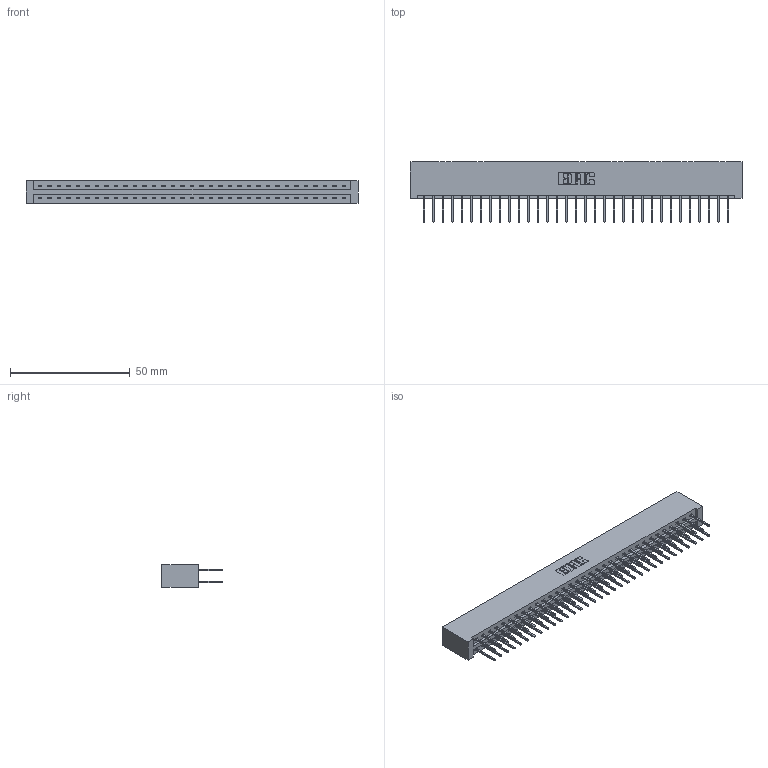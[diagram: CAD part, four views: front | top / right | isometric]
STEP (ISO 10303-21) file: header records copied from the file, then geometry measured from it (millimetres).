
FILE_DESCRIPTION (( 'STEP AP203' ), '1' );
FILE_NAME ('387-066-523-201.STEP', '2018-09-21T09:21:26', ( '' ), ( '' ), 'SwSTEP 2.0', 'SolidWorks 2016', '' );
FILE_SCHEMA (( 'CONFIG_CONTROL_DESIGN' ));
Length unit declared in the file: inch
Products named in the file (3): 337 Part_No Mounting Lugs; 345-292-001_345-293-123; 387-066-523-201
Assembly tree (67 placements, depth 2):
  387-066-523-201
    337 Part_No Mounting Lugs
    345-292-001_345-293-123  x66
Bounding box: 138.63 x 25.15 x 9.4 mm (x, y, z)
Volume: 15386.5 mm3; surface area: 18006 mm2
Topology: 67 solids, 67 shells, 3670 faces, 10913 edges, 7186 vertices
Faces by surface type: plane 2574, cylinder 1096
Entity records: 26491 total; most frequent: CARTESIAN_POINT 4470, ORIENTED_EDGE 4406, DIRECTION 3811, EDGE_CURVE 2203, VECTOR 2083, LINE 2083, VERTEX_POINT 1466, AXIS2_PLACEMENT_3D 864
